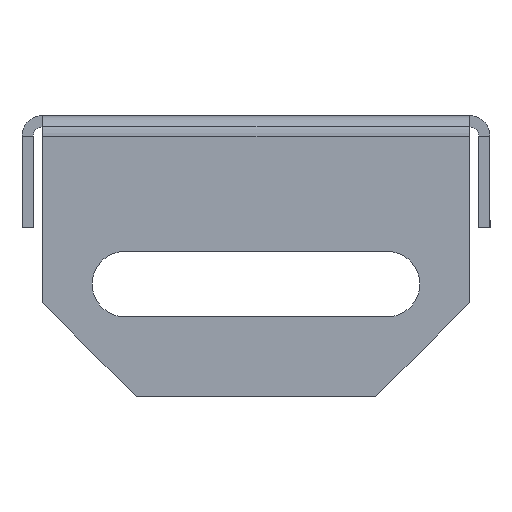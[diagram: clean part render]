
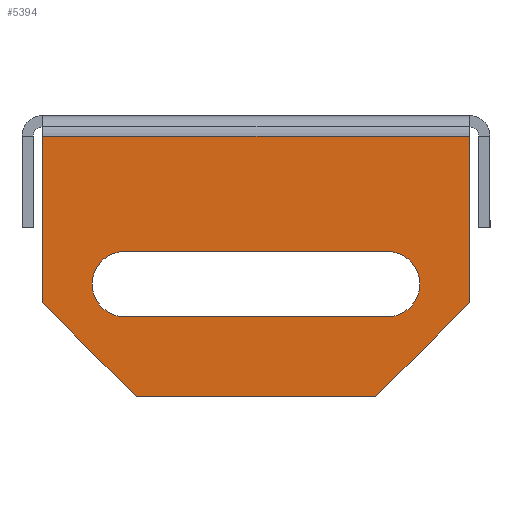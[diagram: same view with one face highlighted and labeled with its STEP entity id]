
A CAD part, left-side view. The second image highlights one B-rep face of the part: STEP entity #5394.
In plain terms, the highlighted planar face has unit normal (-1, 0, 0).
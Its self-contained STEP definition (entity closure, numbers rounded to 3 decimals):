
#88 = ORIENTED_EDGE ( 'NONE', *, *, #5790, .T. ) ;
#519 = VECTOR ( 'NONE', #9025, 1000. ) ;
#756 = EDGE_CURVE ( 'NONE', #7550, #10368, #8085, .T. ) ;
#932 = EDGE_LOOP ( 'NONE', ( #10259, #5557, #88, #5850, #8485, #2694 ) ) ;
#1040 = DIRECTION ( 'NONE',  ( 0., 0., 1. ) ) ;
#1205 = VERTEX_POINT ( 'NONE', #6507 ) ;
#1591 = EDGE_CURVE ( 'NONE', #5205, #2279, #4816, .T. ) ;
#1811 = DIRECTION ( 'NONE',  ( 0., 0., -1. ) ) ;
#1848 = EDGE_CURVE ( 'NONE', #7550, #3907, #9938, .T. ) ;
#1979 = CARTESIAN_POINT ( 'NONE',  ( -259., 22.8, 0. ) ) ;
#2279 = VERTEX_POINT ( 'NONE', #9982 ) ;
#2620 = FACE_OUTER_BOUND ( 'NONE', #932, .T. ) ;
#2694 = ORIENTED_EDGE ( 'NONE', *, *, #8469, .T. ) ;
#2745 = CARTESIAN_POINT ( 'NONE',  ( -259., -22.8, -20. ) ) ;
#2767 = CARTESIAN_POINT ( 'NONE',  ( -259., -14., -21.5 ) ) ;
#2840 = VECTOR ( 'NONE', #8952, 1000. ) ;
#2846 = PLANE ( 'NONE',  #9745 ) ;
#2854 = CARTESIAN_POINT ( 'NONE',  ( -259., 0., -30. ) ) ;
#3317 = CARTESIAN_POINT ( 'NONE',  ( -259., 12.8, -30. ) ) ;
#3367 = ORIENTED_EDGE ( 'NONE', *, *, #5796, .F. ) ;
#3599 = EDGE_CURVE ( 'NONE', #4608, #4565, #6462, .T. ) ;
#3802 = CARTESIAN_POINT ( 'NONE',  ( -259., 14., -21.5 ) ) ;
#3907 = VERTEX_POINT ( 'NONE', #4427 ) ;
#4002 = CARTESIAN_POINT ( 'NONE',  ( -259., 14., -14.5 ) ) ;
#4107 = EDGE_LOOP ( 'NONE', ( #6709, #3367, #11194, #4995 ) ) ;
#4152 = EDGE_CURVE ( 'NONE', #1205, #11282, #9951, .T. ) ;
#4232 = CIRCLE ( 'NONE', #5705, 3.5 ) ;
#4248 = DIRECTION ( 'NONE',  ( 0., -0.707, -0.707 ) ) ;
#4400 = CARTESIAN_POINT ( 'NONE',  ( -259., 0., 0. ) ) ;
#4427 = CARTESIAN_POINT ( 'NONE',  ( -259., 22.8, -20. ) ) ;
#4565 = VERTEX_POINT ( 'NONE', #2767 ) ;
#4569 = DIRECTION ( 'NONE',  ( 0., 0., -1. ) ) ;
#4608 = VERTEX_POINT ( 'NONE', #11429 ) ;
#4684 = CARTESIAN_POINT ( 'NONE',  ( -259., -22.8, -2.2 ) ) ;
#4710 = LINE ( 'NONE', #6326, #6101 ) ;
#4732 = DIRECTION ( 'NONE',  ( 0., -1., 0. ) ) ;
#4816 = LINE ( 'NONE', #4002, #6098 ) ;
#4918 = CIRCLE ( 'NONE', #11370, 3.5 ) ;
#4995 = ORIENTED_EDGE ( 'NONE', *, *, #7028, .F. ) ;
#5205 = VERTEX_POINT ( 'NONE', #11218 ) ;
#5253 = DIRECTION ( 'NONE',  ( 0., 0., 1. ) ) ;
#5361 = VECTOR ( 'NONE', #4569, 1000. ) ;
#5394 = ADVANCED_FACE ( 'NONE', ( #6364, #2620 ), #2846, .F. ) ;
#5422 = DIRECTION ( 'NONE',  ( -1., 0., 0. ) ) ;
#5557 = ORIENTED_EDGE ( 'NONE', *, *, #7898, .T. ) ;
#5705 = AXIS2_PLACEMENT_3D ( 'NONE', #7045, #5422, #10562 ) ;
#5790 = EDGE_CURVE ( 'NONE', #8617, #10368, #7962, .T. ) ;
#5796 = EDGE_CURVE ( 'NONE', #2279, #4608, #4232, .T. ) ;
#5850 = ORIENTED_EDGE ( 'NONE', *, *, #756, .F. ) ;
#6098 = VECTOR ( 'NONE', #9366, 1000. ) ;
#6101 = VECTOR ( 'NONE', #8227, 1000. ) ;
#6108 = CARTESIAN_POINT ( 'NONE',  ( -259., -12.8, -30. ) ) ;
#6326 = CARTESIAN_POINT ( 'NONE',  ( -259., -22.8, -20. ) ) ;
#6364 = FACE_BOUND ( 'NONE', #4107, .T. ) ;
#6462 = LINE ( 'NONE', #3802, #9115 ) ;
#6507 = CARTESIAN_POINT ( 'NONE',  ( -259., 12.8, -30. ) ) ;
#6709 = ORIENTED_EDGE ( 'NONE', *, *, #3599, .F. ) ;
#7028 = EDGE_CURVE ( 'NONE', #4565, #5205, #4918, .T. ) ;
#7045 = CARTESIAN_POINT ( 'NONE',  ( -259., 14., -18. ) ) ;
#7550 = VERTEX_POINT ( 'NONE', #9224 ) ;
#7898 = EDGE_CURVE ( 'NONE', #11282, #8617, #4710, .T. ) ;
#7905 = CARTESIAN_POINT ( 'NONE',  ( -259., -22.8, 0. ) ) ;
#7962 = LINE ( 'NONE', #7905, #9214 ) ;
#8085 = LINE ( 'NONE', #4684, #2840 ) ;
#8227 = DIRECTION ( 'NONE',  ( 0., -0.707, 0.707 ) ) ;
#8469 = EDGE_CURVE ( 'NONE', #3907, #1205, #8634, .T. ) ;
#8485 = ORIENTED_EDGE ( 'NONE', *, *, #1848, .T. ) ;
#8617 = VERTEX_POINT ( 'NONE', #2745 ) ;
#8634 = LINE ( 'NONE', #3317, #8699 ) ;
#8699 = VECTOR ( 'NONE', #4248, 1000. ) ;
#8845 = DIRECTION ( 'NONE',  ( 1., 0., 0. ) ) ;
#8952 = DIRECTION ( 'NONE',  ( 0., -1., 0. ) ) ;
#9025 = DIRECTION ( 'NONE',  ( 0., -1., 0. ) ) ;
#9115 = VECTOR ( 'NONE', #4732, 1000. ) ;
#9214 = VECTOR ( 'NONE', #5253, 1000. ) ;
#9224 = CARTESIAN_POINT ( 'NONE',  ( -259., 22.8, -2.2 ) ) ;
#9366 = DIRECTION ( 'NONE',  ( 0., 1., 0. ) ) ;
#9745 = AXIS2_PLACEMENT_3D ( 'NONE', #4400, #8845, #1811 ) ;
#9753 = DIRECTION ( 'NONE',  ( -1., 0., 0. ) ) ;
#9938 = LINE ( 'NONE', #1979, #5361 ) ;
#9951 = LINE ( 'NONE', #2854, #519 ) ;
#9982 = CARTESIAN_POINT ( 'NONE',  ( -259., 14., -14.5 ) ) ;
#10259 = ORIENTED_EDGE ( 'NONE', *, *, #4152, .T. ) ;
#10368 = VERTEX_POINT ( 'NONE', #10541 ) ;
#10541 = CARTESIAN_POINT ( 'NONE',  ( -259., -22.8, -2.2 ) ) ;
#10562 = DIRECTION ( 'NONE',  ( 0., 0., 1. ) ) ;
#10620 = CARTESIAN_POINT ( 'NONE',  ( -259., -14., -18. ) ) ;
#11194 = ORIENTED_EDGE ( 'NONE', *, *, #1591, .F. ) ;
#11218 = CARTESIAN_POINT ( 'NONE',  ( -259., -14., -14.5 ) ) ;
#11282 = VERTEX_POINT ( 'NONE', #6108 ) ;
#11370 = AXIS2_PLACEMENT_3D ( 'NONE', #10620, #9753, #1040 ) ;
#11429 = CARTESIAN_POINT ( 'NONE',  ( -259., 14., -21.5 ) ) ;
